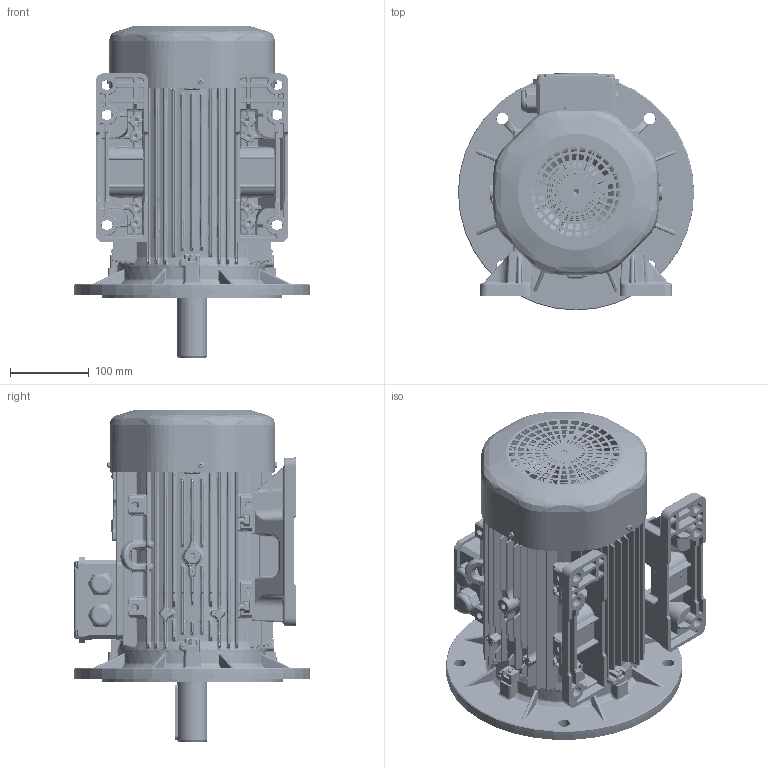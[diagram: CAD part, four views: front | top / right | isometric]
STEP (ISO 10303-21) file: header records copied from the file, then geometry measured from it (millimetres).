
FILE_DESCRIPTION(/* description */ (''),/* implementation_level */ '2;1');
FILE_NAME(/* name */ '6521249xx_AA.stp',/* time_stamp */ '2017-11-09T10:24:15+03:00',/* author */ (''),/* organization */ (''),/* preprocessor_version */ 'ST-DEVELOPER v15',/* originating_system */ 'SIEMENS PLM Software NX 9.0',/* authorisation */ '');
FILE_SCHEMA (('AUTOMOTIVE_DESIGN { 1 0 10303 214 3 1 1 1 }'));
Products named in the file (1): Ar311510F80552yr
Bounding box: 300.25 x 301.09 x 422 mm (x, y, z)
Surface area: 1050378.4 mm2 (no closed solid volume)
Topology: 0 solids, 190 shells, 10352 faces, 27822 edges, 16850 vertices
Faces by surface type: bspline 3134, cylinder 3112, plane 2052, sphere 813, torus 626, cone 593, extrusion 22
Full cylindrical faces by diameter (mm): 4 x1, 4.722 x2, 5 x2, 6 x7, 6.647 x4, 8 x9, 10 x4, 10.3 x1, 13 x1, 23.38 x1, 29 x1, 29.2 x1, 29.5 x1, 30 x1, 37.4 x1, 38 x1, 40 x1, 57.4 x1, 58.667 x1, 61 x1, 230 x1
Entity records: 396819 total; most frequent: CARTESIAN_POINT 162512, ORIENTED_EDGE 48003, DIRECTION 46329, EDGE_CURVE 27068, AXIS2_PLACEMENT_3D 18948, VERTEX_POINT 16769, EDGE_LOOP 10857, ADVANCED_FACE 10351
